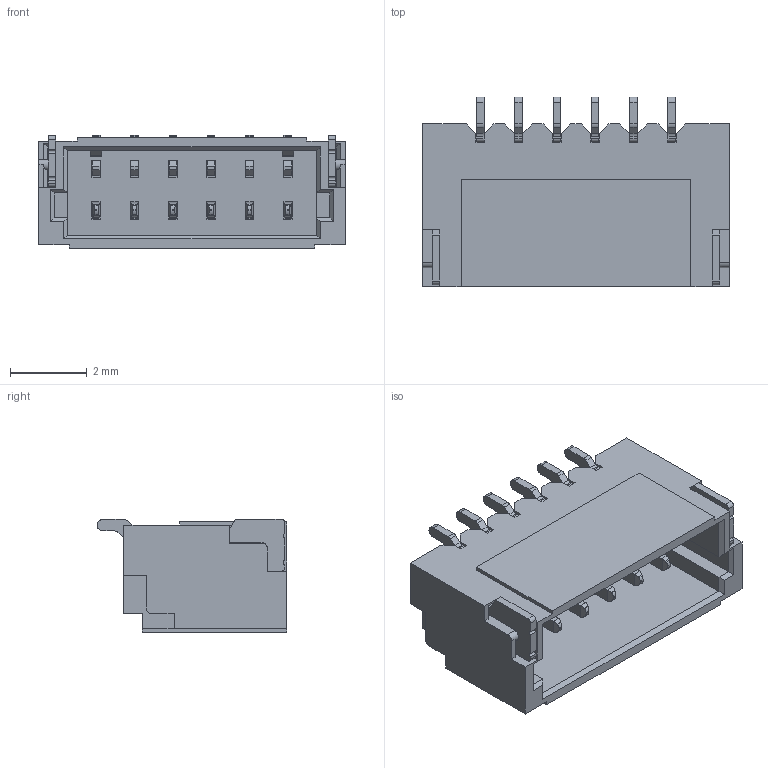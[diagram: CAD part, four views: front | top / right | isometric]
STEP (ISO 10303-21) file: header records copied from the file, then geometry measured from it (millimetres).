
FILE_DESCRIPTION((''),'2;1');
FILE_NAME('6P-944940','2018-06-14T',('LengT'),('AFCI'),'CREO PARAMETRIC BY PTC INC, 2016130','CREO PARAMETRIC BY PTC INC, 2016130','');
FILE_SCHEMA(('CONFIG_CONTROL_DESIGN'));
Length unit declared in the file: millimetre
Products named in the file (1): 6P-944940
Bounding box: 8 x 4.95 x 2.95 mm (x, y, z)
Volume: 48.3 mm3; surface area: 243.7 mm2
Topology: 1 solids, 1 shells, 659 faces, 1940 edges, 1286 vertices
Faces by surface type: plane 517, cylinder 142
Entity records: 21809 total; most frequent: CARTESIAN_POINT 4032, ORIENTED_EDGE 3880, DIRECTION 3472, EDGE_CURVE 1940, VECTOR 1622, LINE 1622, VERTEX_POINT 1286, AXIS2_PLACEMENT_3D 925
